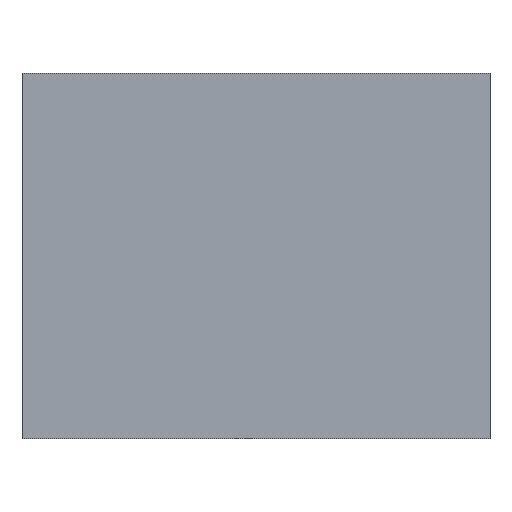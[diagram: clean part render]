
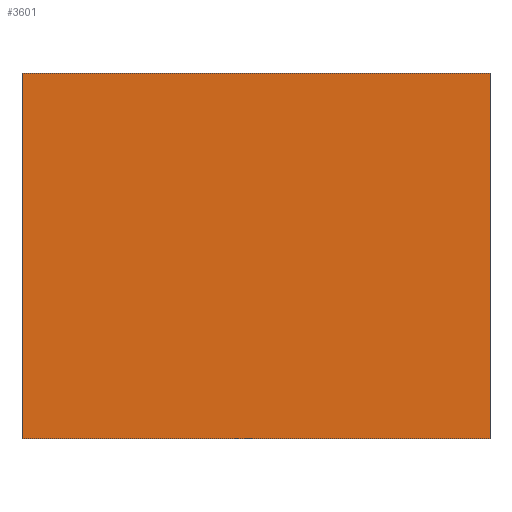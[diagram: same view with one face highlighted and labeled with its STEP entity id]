
A CAD part, left-side view. The second image highlights one B-rep face of the part: STEP entity #3601.
In plain terms, the highlighted planar face has unit normal (-1, 0, 0).
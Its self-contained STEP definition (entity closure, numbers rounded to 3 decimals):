
#624 = PLANE('',#625);
#625 = AXIS2_PLACEMENT_3D('',#626,#627,#628);
#626 = CARTESIAN_POINT('',(0.,0.,0.));
#627 = DIRECTION('',(-0.,1.,0.));
#628 = DIRECTION('',(0.,0.,1.));
#1265 = PLANE('',#1266);
#1266 = AXIS2_PLACEMENT_3D('',#1267,#1268,#1269);
#1267 = CARTESIAN_POINT('',(0.,44.456,0.));
#1268 = DIRECTION('',(-0.,1.,0.));
#1269 = DIRECTION('',(0.,0.,1.));
#1791 = VERTEX_POINT('',#1792);
#1792 = CARTESIAN_POINT('',(0.,44.456,0.));
#1808 = PLANE('',#1809);
#1809 = AXIS2_PLACEMENT_3D('',#1810,#1811,#1812);
#1810 = CARTESIAN_POINT('',(0.,0.,0.));
#1811 = DIRECTION('',(0.,0.,1.));
#1812 = DIRECTION('',(1.,0.,-0.));
#1820 = EDGE_CURVE('',#1791,#1821,#1823,.T.);
#1821 = VERTEX_POINT('',#1822);
#1822 = CARTESIAN_POINT('',(0.,44.456,34.726));
#1823 = SURFACE_CURVE('',#1824,(#1828,#1835),.PCURVE_S1.);
#1824 = LINE('',#1825,#1826);
#1825 = CARTESIAN_POINT('',(0.,44.456,0.));
#1826 = VECTOR('',#1827,1.);
#1827 = DIRECTION('',(0.,0.,1.));
#1828 = PCURVE('',#1265,#1829);
#1829 = DEFINITIONAL_REPRESENTATION('',(#1830),#1834);
#1830 = LINE('',#1831,#1832);
#1831 = CARTESIAN_POINT('',(0.,0.));
#1832 = VECTOR('',#1833,1.);
#1833 = DIRECTION('',(1.,0.));
#1834 = ( GEOMETRIC_REPRESENTATION_CONTEXT(2) 
PARAMETRIC_REPRESENTATION_CONTEXT() REPRESENTATION_CONTEXT('2D SPACE',''
  ) );
#1835 = PCURVE('',#1836,#1841);
#1836 = PLANE('',#1837);
#1837 = AXIS2_PLACEMENT_3D('',#1838,#1839,#1840);
#1838 = CARTESIAN_POINT('',(0.,0.,0.));
#1839 = DIRECTION('',(1.,0.,-0.));
#1840 = DIRECTION('',(0.,0.,1.));
#1841 = DEFINITIONAL_REPRESENTATION('',(#1842),#1846);
#1842 = LINE('',#1843,#1844);
#1843 = CARTESIAN_POINT('',(0.,-44.456));
#1844 = VECTOR('',#1845,1.);
#1845 = DIRECTION('',(1.,0.));
#1846 = ( GEOMETRIC_REPRESENTATION_CONTEXT(2) 
PARAMETRIC_REPRESENTATION_CONTEXT() REPRESENTATION_CONTEXT('2D SPACE',''
  ) );
#1864 = PLANE('',#1865);
#1865 = AXIS2_PLACEMENT_3D('',#1866,#1867,#1868);
#1866 = CARTESIAN_POINT('',(0.,0.,34.726));
#1867 = DIRECTION('',(0.,0.,1.));
#1868 = DIRECTION('',(1.,0.,-0.));
#2546 = VERTEX_POINT('',#2547);
#2547 = CARTESIAN_POINT('',(0.,0.,0.));
#2570 = EDGE_CURVE('',#2546,#2571,#2573,.T.);
#2571 = VERTEX_POINT('',#2572);
#2572 = CARTESIAN_POINT('',(0.,0.,34.726));
#2573 = SURFACE_CURVE('',#2574,(#2578,#2585),.PCURVE_S1.);
#2574 = LINE('',#2575,#2576);
#2575 = CARTESIAN_POINT('',(0.,0.,0.));
#2576 = VECTOR('',#2577,1.);
#2577 = DIRECTION('',(0.,0.,1.));
#2578 = PCURVE('',#624,#2579);
#2579 = DEFINITIONAL_REPRESENTATION('',(#2580),#2584);
#2580 = LINE('',#2581,#2582);
#2581 = CARTESIAN_POINT('',(0.,0.));
#2582 = VECTOR('',#2583,1.);
#2583 = DIRECTION('',(1.,0.));
#2584 = ( GEOMETRIC_REPRESENTATION_CONTEXT(2) 
PARAMETRIC_REPRESENTATION_CONTEXT() REPRESENTATION_CONTEXT('2D SPACE',''
  ) );
#2585 = PCURVE('',#1836,#2586);
#2586 = DEFINITIONAL_REPRESENTATION('',(#2587),#2591);
#2587 = LINE('',#2588,#2589);
#2588 = CARTESIAN_POINT('',(0.,0.));
#2589 = VECTOR('',#2590,1.);
#2590 = DIRECTION('',(1.,0.));
#2591 = ( GEOMETRIC_REPRESENTATION_CONTEXT(2) 
PARAMETRIC_REPRESENTATION_CONTEXT() REPRESENTATION_CONTEXT('2D SPACE',''
  ) );
#3376 = EDGE_CURVE('',#2546,#1791,#3377,.T.);
#3377 = SURFACE_CURVE('',#3378,(#3382,#3389),.PCURVE_S1.);
#3378 = LINE('',#3379,#3380);
#3379 = CARTESIAN_POINT('',(0.,0.,0.));
#3380 = VECTOR('',#3381,1.);
#3381 = DIRECTION('',(-0.,1.,0.));
#3382 = PCURVE('',#1808,#3383);
#3383 = DEFINITIONAL_REPRESENTATION('',(#3384),#3388);
#3384 = LINE('',#3385,#3386);
#3385 = CARTESIAN_POINT('',(0.,0.));
#3386 = VECTOR('',#3387,1.);
#3387 = DIRECTION('',(0.,1.));
#3388 = ( GEOMETRIC_REPRESENTATION_CONTEXT(2) 
PARAMETRIC_REPRESENTATION_CONTEXT() REPRESENTATION_CONTEXT('2D SPACE',''
  ) );
#3389 = PCURVE('',#1836,#3390);
#3390 = DEFINITIONAL_REPRESENTATION('',(#3391),#3395);
#3391 = LINE('',#3392,#3393);
#3392 = CARTESIAN_POINT('',(0.,0.));
#3393 = VECTOR('',#3394,1.);
#3394 = DIRECTION('',(0.,-1.));
#3395 = ( GEOMETRIC_REPRESENTATION_CONTEXT(2) 
PARAMETRIC_REPRESENTATION_CONTEXT() REPRESENTATION_CONTEXT('2D SPACE',''
  ) );
#3601 = ADVANCED_FACE('24',(#3602),#1836,.F.);
#3602 = FACE_BOUND('',#3603,.F.);
#3603 = EDGE_LOOP('',(#3604,#3605,#3606,#3607));
#3604 = ORIENTED_EDGE('',*,*,#2570,.F.);
#3605 = ORIENTED_EDGE('',*,*,#3376,.T.);
#3606 = ORIENTED_EDGE('',*,*,#1820,.T.);
#3607 = ORIENTED_EDGE('',*,*,#3608,.F.);
#3608 = EDGE_CURVE('',#2571,#1821,#3609,.T.);
#3609 = SURFACE_CURVE('',#3610,(#3614,#3621),.PCURVE_S1.);
#3610 = LINE('',#3611,#3612);
#3611 = CARTESIAN_POINT('',(0.,0.,34.726));
#3612 = VECTOR('',#3613,1.);
#3613 = DIRECTION('',(-0.,1.,0.));
#3614 = PCURVE('',#1836,#3615);
#3615 = DEFINITIONAL_REPRESENTATION('',(#3616),#3620);
#3616 = LINE('',#3617,#3618);
#3617 = CARTESIAN_POINT('',(34.726,0.));
#3618 = VECTOR('',#3619,1.);
#3619 = DIRECTION('',(0.,-1.));
#3620 = ( GEOMETRIC_REPRESENTATION_CONTEXT(2) 
PARAMETRIC_REPRESENTATION_CONTEXT() REPRESENTATION_CONTEXT('2D SPACE',''
  ) );
#3621 = PCURVE('',#1864,#3622);
#3622 = DEFINITIONAL_REPRESENTATION('',(#3623),#3627);
#3623 = LINE('',#3624,#3625);
#3624 = CARTESIAN_POINT('',(0.,0.));
#3625 = VECTOR('',#3626,1.);
#3626 = DIRECTION('',(0.,1.));
#3627 = ( GEOMETRIC_REPRESENTATION_CONTEXT(2) 
PARAMETRIC_REPRESENTATION_CONTEXT() REPRESENTATION_CONTEXT('2D SPACE',''
  ) );
